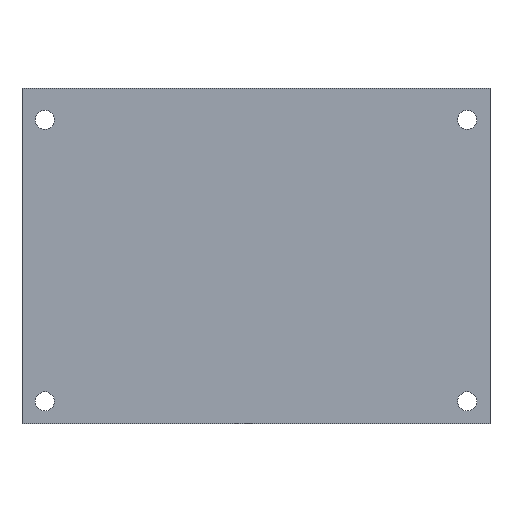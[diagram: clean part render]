
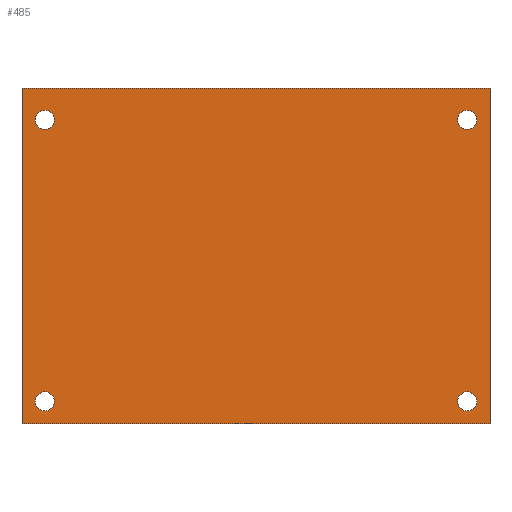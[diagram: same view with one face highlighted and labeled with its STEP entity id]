
A CAD part, front view. The second image highlights one B-rep face of the part: STEP entity #485.
In plain terms, the highlighted planar face has unit normal (0, -1, 0).
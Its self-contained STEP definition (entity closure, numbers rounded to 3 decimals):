
#3 = CARTESIAN_POINT ( 'NONE',  ( 0., 0., 0. ) ) ;
#10 = CARTESIAN_POINT ( 'NONE',  ( -38., 0., 26.5 ) ) ;
#22 = ORIENTED_EDGE ( 'NONE', *, *, #100, .F. ) ;
#28 = CIRCLE ( 'NONE', #844, 1.55 ) ;
#29 = DIRECTION ( 'NONE',  ( 0., 1., 0. ) ) ;
#31 = DIRECTION ( 'NONE',  ( 0., 0., 1. ) ) ;
#33 = VERTEX_POINT ( 'NONE', #387 ) ;
#39 = DIRECTION ( 'NONE',  ( 0., 1., 0. ) ) ;
#52 = CIRCLE ( 'NONE', #588, 1.55 ) ;
#57 = EDGE_CURVE ( 'NONE', #891, #815, #509, .T. ) ;
#63 = VERTEX_POINT ( 'NONE', #377 ) ;
#77 = FACE_BOUND ( 'NONE', #362, .T. ) ;
#96 = CIRCLE ( 'NONE', #114, 1.55 ) ;
#98 = DIRECTION ( 'NONE',  ( 0., 1., 0. ) ) ;
#100 = EDGE_CURVE ( 'NONE', #292, #607, #472, .T. ) ;
#101 = ORIENTED_EDGE ( 'NONE', *, *, #958, .T. ) ;
#105 = DIRECTION ( 'NONE',  ( 0., 1., 0. ) ) ;
#114 = AXIS2_PLACEMENT_3D ( 'NONE', #625, #39, #770 ) ;
#118 = AXIS2_PLACEMENT_3D ( 'NONE', #765, #105, #551 ) ;
#121 = EDGE_CURVE ( 'NONE', #727, #329, #173, .T. ) ;
#122 = CARTESIAN_POINT ( 'NONE',  ( 38., 0., -26.5 ) ) ;
#150 = FACE_BOUND ( 'NONE', #293, .T. ) ;
#151 = CARTESIAN_POINT ( 'NONE',  ( -34.29, 0., -24.41 ) ) ;
#167 = CARTESIAN_POINT ( 'NONE',  ( -38., 0., 28. ) ) ;
#170 = EDGE_CURVE ( 'NONE', #312, #63, #96, .T. ) ;
#173 = LINE ( 'NONE', #186, #753 ) ;
#175 = LINE ( 'NONE', #906, #743 ) ;
#186 = CARTESIAN_POINT ( 'NONE',  ( 38., 0., 26.5 ) ) ;
#187 = EDGE_LOOP ( 'NONE', ( #363, #399 ) ) ;
#192 = VERTEX_POINT ( 'NONE', #691 ) ;
#212 = DIRECTION ( 'NONE',  ( 0., 0., 1. ) ) ;
#215 = EDGE_CURVE ( 'NONE', #575, #33, #453, .T. ) ;
#220 = EDGE_CURVE ( 'NONE', #914, #192, #487, .T. ) ;
#245 = ORIENTED_EDGE ( 'NONE', *, *, #651, .T. ) ;
#252 = CARTESIAN_POINT ( 'NONE',  ( -34.29, 0., 22.86 ) ) ;
#262 = DIRECTION ( 'NONE',  ( -1., 0., 0. ) ) ;
#274 = EDGE_CURVE ( 'NONE', #33, #575, #52, .T. ) ;
#275 = CIRCLE ( 'NONE', #816, 1.55 ) ;
#282 = CARTESIAN_POINT ( 'NONE',  ( 34.29, 0., -24.41 ) ) ;
#292 = VERTEX_POINT ( 'NONE', #790 ) ;
#293 = EDGE_LOOP ( 'NONE', ( #723, #357 ) ) ;
#312 = VERTEX_POINT ( 'NONE', #282 ) ;
#314 = DIRECTION ( 'NONE',  ( 1., 0., 0. ) ) ;
#315 = DIRECTION ( 'NONE',  ( 0., 0., 1. ) ) ;
#322 = ORIENTED_EDGE ( 'NONE', *, *, #121, .F. ) ;
#329 = VERTEX_POINT ( 'NONE', #122 ) ;
#333 = DIRECTION ( 'NONE',  ( 0., 0., 1. ) ) ;
#339 = DIRECTION ( 'NONE',  ( 0., 1., 0. ) ) ;
#357 = ORIENTED_EDGE ( 'NONE', *, *, #274, .T. ) ;
#362 = EDGE_LOOP ( 'NONE', ( #928, #101 ) ) ;
#363 = ORIENTED_EDGE ( 'NONE', *, *, #741, .T. ) ;
#366 = CARTESIAN_POINT ( 'NONE',  ( -34.29, 0., -21.31 ) ) ;
#373 = DIRECTION ( 'NONE',  ( 0., 1., 0. ) ) ;
#377 = CARTESIAN_POINT ( 'NONE',  ( 34.29, 0., -21.31 ) ) ;
#381 = PLANE ( 'NONE',  #619 ) ;
#385 = DIRECTION ( 'NONE',  ( 0., 1., 0. ) ) ;
#387 = CARTESIAN_POINT ( 'NONE',  ( 34.29, 0., 24.41 ) ) ;
#392 = CARTESIAN_POINT ( 'NONE',  ( -34.29, 0., 21.31 ) ) ;
#399 = ORIENTED_EDGE ( 'NONE', *, *, #57, .T. ) ;
#417 = AXIS2_PLACEMENT_3D ( 'NONE', #606, #373, #686 ) ;
#418 = CARTESIAN_POINT ( 'NONE',  ( -34.29, 0., -22.86 ) ) ;
#420 = EDGE_LOOP ( 'NONE', ( #843, #245 ) ) ;
#453 = CIRCLE ( 'NONE', #118, 1.55 ) ;
#472 = LINE ( 'NONE', #10, #737 ) ;
#483 = CARTESIAN_POINT ( 'NONE',  ( -38., 0., 28. ) ) ;
#485 = ADVANCED_FACE ( 'NONE', ( #817, #523, #678, #150, #77 ), #381, .F. ) ;
#487 = CIRCLE ( 'NONE', #940, 1.55 ) ;
#492 = EDGE_LOOP ( 'NONE', ( #22, #878, #322, #671 ) ) ;
#509 = CIRCLE ( 'NONE', #417, 1.55 ) ;
#523 = FACE_BOUND ( 'NONE', #187, .T. ) ;
#535 = DIRECTION ( 'NONE',  ( 0., 0., 1. ) ) ;
#551 = DIRECTION ( 'NONE',  ( 0., 0., 1. ) ) ;
#575 = VERTEX_POINT ( 'NONE', #664 ) ;
#588 = AXIS2_PLACEMENT_3D ( 'NONE', #620, #913, #212 ) ;
#592 = EDGE_CURVE ( 'NONE', #329, #292, #175, .T. ) ;
#606 = CARTESIAN_POINT ( 'NONE',  ( -34.29, 0., -22.86 ) ) ;
#607 = VERTEX_POINT ( 'NONE', #483 ) ;
#619 = AXIS2_PLACEMENT_3D ( 'NONE', #3, #385, #535 ) ;
#620 = CARTESIAN_POINT ( 'NONE',  ( 34.29, 0., 22.86 ) ) ;
#625 = CARTESIAN_POINT ( 'NONE',  ( 34.29, 0., -22.86 ) ) ;
#630 = CARTESIAN_POINT ( 'NONE',  ( -34.29, 0., 22.86 ) ) ;
#635 = DIRECTION ( 'NONE',  ( 0., 0., 1. ) ) ;
#639 = DIRECTION ( 'NONE',  ( 0., 0., 1. ) ) ;
#651 = EDGE_CURVE ( 'NONE', #192, #914, #275, .T. ) ;
#652 = CIRCLE ( 'NONE', #942, 1.55 ) ;
#664 = CARTESIAN_POINT ( 'NONE',  ( 34.29, 0., 21.31 ) ) ;
#671 = ORIENTED_EDGE ( 'NONE', *, *, #968, .F. ) ;
#678 = FACE_BOUND ( 'NONE', #420, .T. ) ;
#685 = LINE ( 'NONE', #167, #902 ) ;
#686 = DIRECTION ( 'NONE',  ( 0., 0., 1. ) ) ;
#691 = CARTESIAN_POINT ( 'NONE',  ( -34.29, 0., 24.41 ) ) ;
#709 = DIRECTION ( 'NONE',  ( 0., 1., 0. ) ) ;
#723 = ORIENTED_EDGE ( 'NONE', *, *, #215, .T. ) ;
#727 = VERTEX_POINT ( 'NONE', #916 ) ;
#737 = VECTOR ( 'NONE', #315, 1000. ) ;
#741 = EDGE_CURVE ( 'NONE', #815, #891, #652, .T. ) ;
#743 = VECTOR ( 'NONE', #262, 1000. ) ;
#753 = VECTOR ( 'NONE', #848, 1000. ) ;
#765 = CARTESIAN_POINT ( 'NONE',  ( 34.29, 0., 22.86 ) ) ;
#769 = CARTESIAN_POINT ( 'NONE',  ( 34.29, 0., -22.86 ) ) ;
#770 = DIRECTION ( 'NONE',  ( 0., 0., 1. ) ) ;
#790 = CARTESIAN_POINT ( 'NONE',  ( -38., 0., -26.5 ) ) ;
#815 = VERTEX_POINT ( 'NONE', #151 ) ;
#816 = AXIS2_PLACEMENT_3D ( 'NONE', #252, #29, #635 ) ;
#817 = FACE_OUTER_BOUND ( 'NONE', #492, .T. ) ;
#843 = ORIENTED_EDGE ( 'NONE', *, *, #220, .T. ) ;
#844 = AXIS2_PLACEMENT_3D ( 'NONE', #769, #98, #31 ) ;
#848 = DIRECTION ( 'NONE',  ( 0., 0., -1. ) ) ;
#878 = ORIENTED_EDGE ( 'NONE', *, *, #592, .F. ) ;
#891 = VERTEX_POINT ( 'NONE', #366 ) ;
#902 = VECTOR ( 'NONE', #314, 1000. ) ;
#906 = CARTESIAN_POINT ( 'NONE',  ( 38., 0., -26.5 ) ) ;
#913 = DIRECTION ( 'NONE',  ( 0., 1., 0. ) ) ;
#914 = VERTEX_POINT ( 'NONE', #392 ) ;
#916 = CARTESIAN_POINT ( 'NONE',  ( 38., 0., 28. ) ) ;
#928 = ORIENTED_EDGE ( 'NONE', *, *, #170, .T. ) ;
#940 = AXIS2_PLACEMENT_3D ( 'NONE', #630, #709, #333 ) ;
#942 = AXIS2_PLACEMENT_3D ( 'NONE', #418, #339, #639 ) ;
#958 = EDGE_CURVE ( 'NONE', #63, #312, #28, .T. ) ;
#968 = EDGE_CURVE ( 'NONE', #607, #727, #685, .T. ) ;
